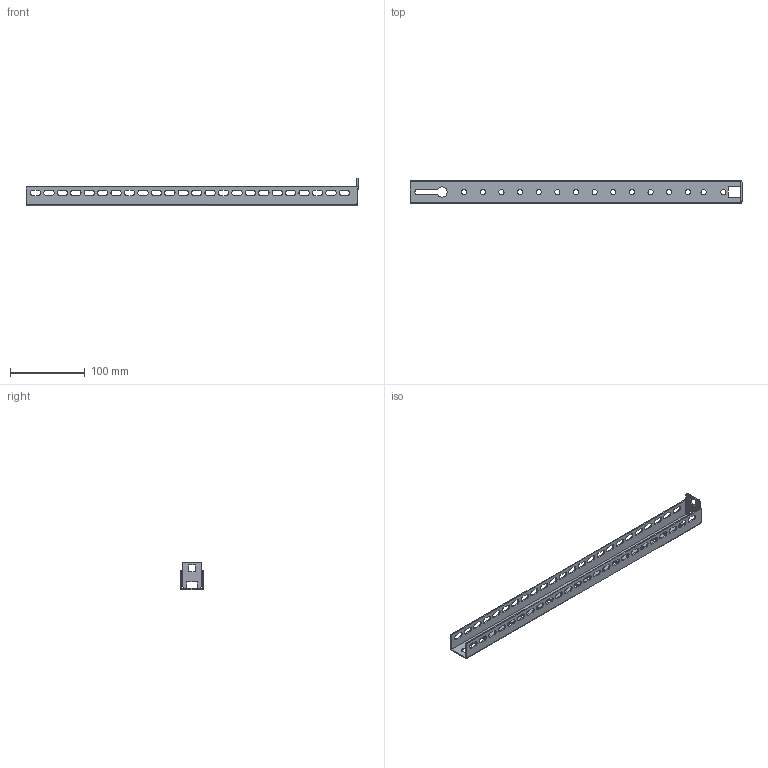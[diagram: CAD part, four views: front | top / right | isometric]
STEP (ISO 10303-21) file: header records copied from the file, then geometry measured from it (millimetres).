
FILE_DESCRIPTION (( 'STEP AP203' ), '1' );
FILE_NAME ('QB09C350.step', '2011-02-18T06:53:01', ( 'User' ), ( 'DKC' ), 'SwSTEP 2.0', 'SolidWorks 2010', '' );
FILE_SCHEMA (( 'CONFIG_CONTROL_DESIGN' ));
Length unit declared in the file: millimetre
Products named in the file (1): QB09C350
Bounding box: 445 x 30 x 36.5 mm (x, y, z)
Volume: 43853.1 mm3; surface area: 63565.8 mm2
Topology: 1 solids, 1 shells, 279 faces, 805 edges, 526 vertices
Faces by surface type: cylinder 145, plane 130, bspline 4
Entity records: 9714 total; most frequent: CARTESIAN_POINT 1823, DIRECTION 1623, ORIENTED_EDGE 1610, EDGE_CURVE 805, AXIS2_PLACEMENT_3D 558, VERTEX_POINT 526, VECTOR 507, LINE 507
